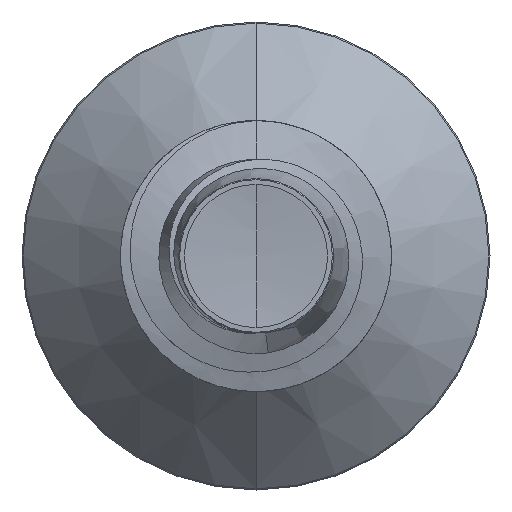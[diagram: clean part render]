
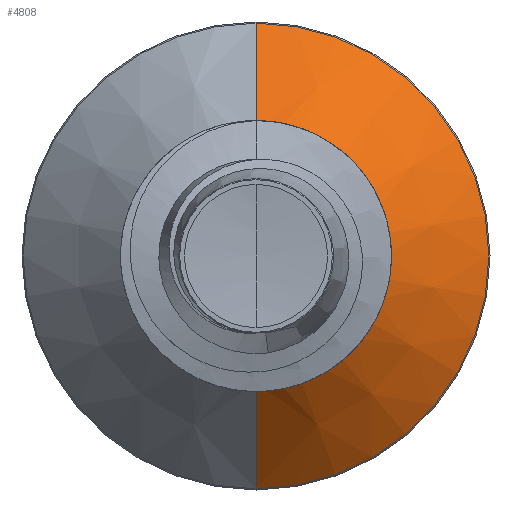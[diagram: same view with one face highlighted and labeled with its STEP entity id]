
A CAD part, front view. The second image highlights one B-rep face of the part: STEP entity #4808.
In plain terms, the highlighted conical face has half-angle 45 degrees and reference radius 1.034 mm.
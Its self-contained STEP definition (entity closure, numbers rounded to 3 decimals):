
#45 = CARTESIAN_POINT ( 'NONE',  ( 0., 4.784, 1.034 ) ) ;
#282 = AXIS2_PLACEMENT_3D ( 'NONE', #1614, #8441, #2599 ) ;
#571 = VERTEX_POINT ( 'NONE', #45 ) ;
#578 = DIRECTION ( 'NONE',  ( 0., 0., 1. ) ) ;
#823 = CARTESIAN_POINT ( 'NONE',  ( 0., 4.784, -1.034 ) ) ;
#829 = VERTEX_POINT ( 'NONE', #12515 ) ;
#909 = CARTESIAN_POINT ( 'NONE',  ( 0., 5.64, -1.89 ) ) ;
#1614 = CARTESIAN_POINT ( 'NONE',  ( 0., 5.64, 0. ) ) ;
#2090 = DIRECTION ( 'NONE',  ( 0., 0.707, -0.707 ) ) ;
#2498 = EDGE_LOOP ( 'NONE', ( #5718, #10813, #3429, #8553 ) ) ;
#2599 = DIRECTION ( 'NONE',  ( 0., 0., 1. ) ) ;
#2938 = VERTEX_POINT ( 'NONE', #823 ) ;
#3020 = CARTESIAN_POINT ( 'NONE',  ( 0., 4.784, 1.034 ) ) ;
#3207 = LINE ( 'NONE', #9420, #3523 ) ;
#3429 = ORIENTED_EDGE ( 'NONE', *, *, #11918, .F. ) ;
#3430 = DIRECTION ( 'NONE',  ( 0., 0.707, 0.707 ) ) ;
#3523 = VECTOR ( 'NONE', #2090, 1000. ) ;
#3743 = EDGE_CURVE ( 'NONE', #571, #829, #4906, .T. ) ;
#3818 = CONICAL_SURFACE ( 'NONE', #5200, 1.034, 0.785 ) ;
#4277 = DIRECTION ( 'NONE',  ( 0., 0., 1. ) ) ;
#4361 = DIRECTION ( 'NONE',  ( 0., 1., 0. ) ) ;
#4541 = CIRCLE ( 'NONE', #282, 1.89 ) ;
#4746 = FACE_OUTER_BOUND ( 'NONE', #2498, .T. ) ;
#4808 = ADVANCED_FACE ( 'NONE', ( #4746 ), #3818, .T. ) ;
#4896 = CIRCLE ( 'NONE', #7548, 1.034 ) ;
#4906 = LINE ( 'NONE', #3020, #7180 ) ;
#5064 = EDGE_CURVE ( 'NONE', #2938, #11404, #3207, .T. ) ;
#5200 = AXIS2_PLACEMENT_3D ( 'NONE', #5471, #4361, #4277 ) ;
#5301 = EDGE_CURVE ( 'NONE', #571, #2938, #4896, .T. ) ;
#5471 = CARTESIAN_POINT ( 'NONE',  ( 0., 4.784, 0. ) ) ;
#5718 = ORIENTED_EDGE ( 'NONE', *, *, #5301, .T. ) ;
#6521 = DIRECTION ( 'NONE',  ( 0., 1., 0. ) ) ;
#7180 = VECTOR ( 'NONE', #3430, 1000. ) ;
#7548 = AXIS2_PLACEMENT_3D ( 'NONE', #12191, #6521, #578 ) ;
#8441 = DIRECTION ( 'NONE',  ( 0., 1., 0. ) ) ;
#8553 = ORIENTED_EDGE ( 'NONE', *, *, #3743, .F. ) ;
#9420 = CARTESIAN_POINT ( 'NONE',  ( 0., 4.784, -1.034 ) ) ;
#10813 = ORIENTED_EDGE ( 'NONE', *, *, #5064, .T. ) ;
#11404 = VERTEX_POINT ( 'NONE', #909 ) ;
#11918 = EDGE_CURVE ( 'NONE', #829, #11404, #4541, .T. ) ;
#12191 = CARTESIAN_POINT ( 'NONE',  ( 0., 4.784, 0. ) ) ;
#12515 = CARTESIAN_POINT ( 'NONE',  ( 0., 5.64, 1.89 ) ) ;
